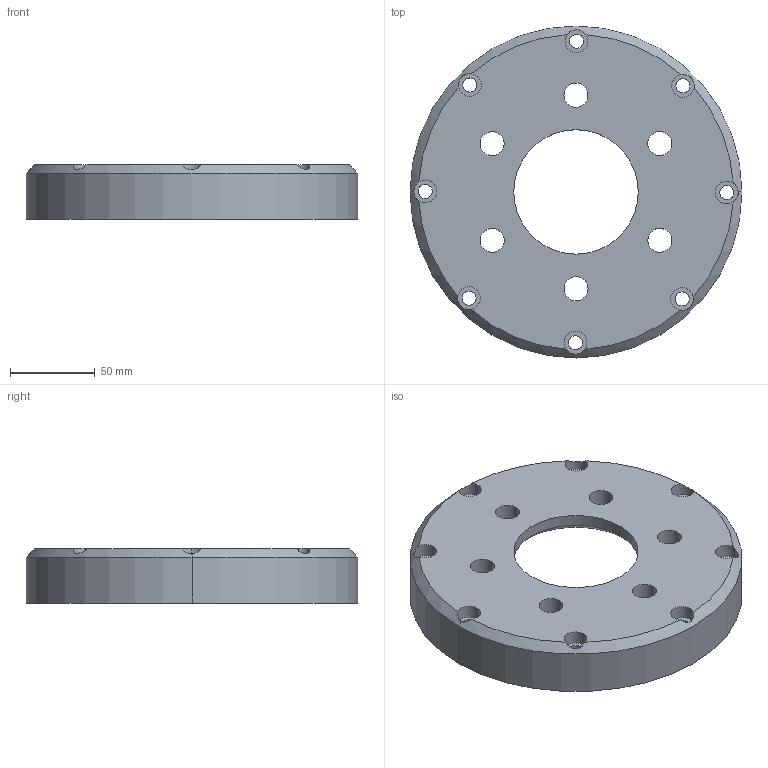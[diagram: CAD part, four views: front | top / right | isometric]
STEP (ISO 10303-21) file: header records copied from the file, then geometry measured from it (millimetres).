
FILE_DESCRIPTION (( 'STEP AP203' ), '1' );
FILE_NAME ('Bol disque.STEP', '2023-12-11T17:46:23', ( '' ), ( '' ), 'SwSTEP 2.0', 'SolidWorks 2020', '' );
FILE_SCHEMA (( 'CONFIG_CONTROL_DESIGN' ));
Length unit declared in the file: millimetre
Products named in the file (1): Bol disque
Bounding box: 196 x 196 x 32 mm (x, y, z)
Volume: 445593.1 mm3; surface area: 90126.7 mm2
Topology: 1 solids, 1 shells, 65 faces, 182 edges, 120 vertices
Faces by surface type: cylinder 50, plane 11, cone 4
Entity records: 2493 total; most frequent: CARTESIAN_POINT 600, DIRECTION 410, ORIENTED_EDGE 364, EDGE_CURVE 182, AXIS2_PLACEMENT_3D 178, VERTEX_POINT 120, CIRCLE 112, EDGE_LOOP 96
